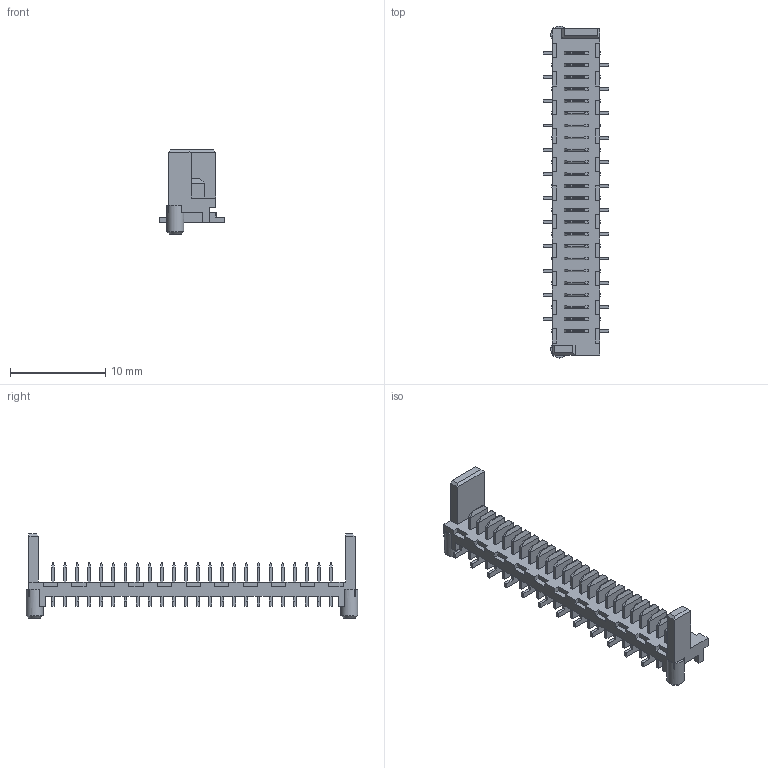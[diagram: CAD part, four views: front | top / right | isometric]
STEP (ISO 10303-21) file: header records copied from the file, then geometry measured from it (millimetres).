
FILE_DESCRIPTION(/* description */ ('model of Molex_Picoflex_90814-0024_2x12_P1.27mm_Vertical'),/* implementation_level */ '2;1');
FILE_NAME(/* name */ 'Molex_Picoflex_90814-0024_2x12_P1.27mm_Vertical.step',/* time_stamp */ '2017-12-05T00:40:17',/* author */ ('Ray Benitez',''),/* organization */ (''),/* preprocessor_version */ '',/* originating_system */ '',/* authorisation */ '');
FILE_SCHEMA(('AUTOMOTIVE_DESIGN { 1 0 10303 214 1 1 1 1 }'));
Length unit declared in the file: millimetre
Products named in the file (1): Molex_90814_0024
Bounding box: 6.9 x 34.87 x 8.85 mm (x, y, z)
Volume: 357.8 mm3; surface area: 1157.9 mm2
Topology: 1 solids, 1 shells, 576 faces, 1548 edges, 998 vertices
Faces by surface type: plane 572, cylinder 2, cone 2
Full cylindrical faces by diameter (mm): 1.8 x2
Entity records: 11652 total; most frequent: ORIENTED_EDGE 2436, CARTESIAN_POINT 1820, EDGE_CURVE 1548, LINE 1290, VERTEX_POINT 998, FACE_BOUND 600, EDGE_LOOP 600, ADVANCED_FACE 576
